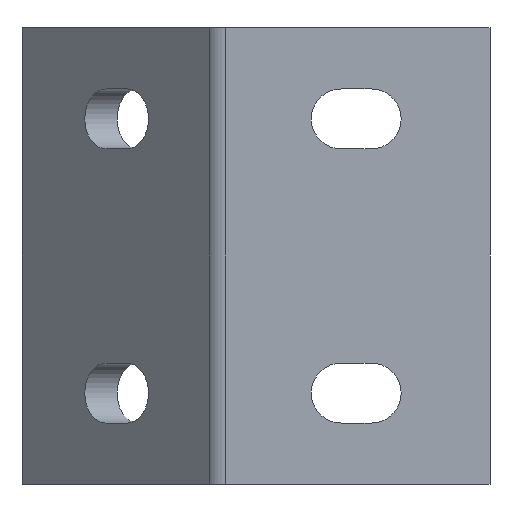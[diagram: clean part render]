
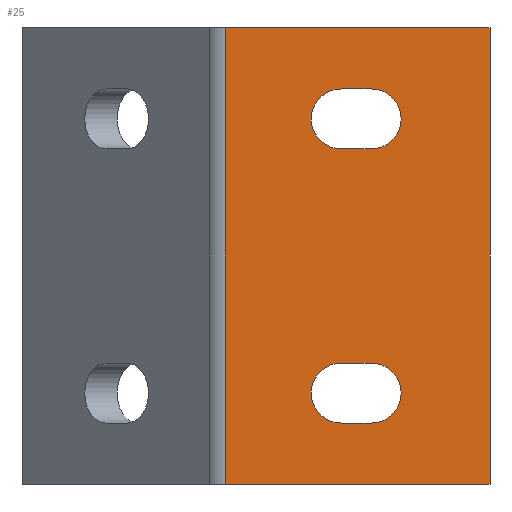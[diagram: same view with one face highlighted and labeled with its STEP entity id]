
A CAD part, front view. The second image highlights one B-rep face of the part: STEP entity #25.
In plain terms, the highlighted planar face has unit normal (0, -1, 0).
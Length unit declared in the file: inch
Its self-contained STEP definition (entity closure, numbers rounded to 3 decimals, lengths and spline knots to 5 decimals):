
#7 = VERTEX_POINT ( 'NONE', #315 ) ;
#9 = ORIENTED_EDGE ( 'NONE', *, *, #269, .T. ) ;
#21 = EDGE_CURVE ( 'NONE', #7, #112, #377, .T. ) ;
#22 = ORIENTED_EDGE ( 'NONE', *, *, #248, .T. ) ;
#25 = ADVANCED_FACE ( 'NONE', ( #435, #436, #437 ), #438, .F. ) ;
#26 = VERTEX_POINT ( 'NONE', #443 ) ;
#33 = ORIENTED_EDGE ( 'NONE', *, *, #169, .F. ) ;
#47 = VERTEX_POINT ( 'NONE', #562 ) ;
#65 = EDGE_CURVE ( 'NONE', #47, #26, #684, .T. ) ;
#81 = EDGE_CURVE ( 'NONE', #185, #805, #774, .T. ) ;
#91 = EDGE_LOOP ( 'NONE', ( #9, #148, #138, #22 ) ) ;
#96 = EDGE_LOOP ( 'NONE', ( #221, #220, #250, #33 ) ) ;
#112 = VERTEX_POINT ( 'NONE', #330 ) ;
#117 = EDGE_LOOP ( 'NONE', ( #786, #230, #280, #197 ) ) ;
#124 = VERTEX_POINT ( 'NONE', #398 ) ;
#125 = EDGE_CURVE ( 'NONE', #124, #202, #404, .T. ) ;
#138 = ORIENTED_EDGE ( 'NONE', *, *, #125, .F. ) ;
#142 = VERTEX_POINT ( 'NONE', #467 ) ;
#143 = EDGE_CURVE ( 'NONE', #112, #47, #468, .T. ) ;
#148 = ORIENTED_EDGE ( 'NONE', *, *, #1001, .F. ) ;
#169 = EDGE_CURVE ( 'NONE', #805, #375, #584, .T. ) ;
#185 = VERTEX_POINT ( 'NONE', #645 ) ;
#194 = EDGE_CURVE ( 'NONE', #26, #7, #669, .T. ) ;
#197 = ORIENTED_EDGE ( 'NONE', *, *, #194, .F. ) ;
#202 = VERTEX_POINT ( 'NONE', #697 ) ;
#220 = ORIENTED_EDGE ( 'NONE', *, *, #279, .F. ) ;
#221 = ORIENTED_EDGE ( 'NONE', *, *, #81, .F. ) ;
#230 = ORIENTED_EDGE ( 'NONE', *, *, #143, .F. ) ;
#248 = EDGE_CURVE ( 'NONE', #124, #272, #821, .T. ) ;
#250 = ORIENTED_EDGE ( 'NONE', *, *, #462, .F. ) ;
#260 = VERTEX_POINT ( 'NONE', #307 ) ;
#269 = EDGE_CURVE ( 'NONE', #272, #260, #322, .T. ) ;
#272 = VERTEX_POINT ( 'NONE', #331 ) ;
#279 = EDGE_CURVE ( 'NONE', #142, #185, #399, .T. ) ;
#280 = ORIENTED_EDGE ( 'NONE', *, *, #21, .F. ) ;
#307 = CARTESIAN_POINT ( 'NONE',  ( 1.5, 0., 0. ) ) ;
#315 = CARTESIAN_POINT ( 'NONE',  ( 0.85, 0., 2.164 ) ) ;
#322 = LINE ( 'NONE', #323, #324 ) ;
#323 = CARTESIAN_POINT ( 'NONE',  ( 0.05178, 0., 0. ) ) ;
#324 = VECTOR ( 'NONE', #325, 39.37008 ) ;
#325 = DIRECTION ( 'NONE',  ( 1., 0., 0. ) ) ;
#330 = CARTESIAN_POINT ( 'NONE',  ( 0.686, 0., 2.164 ) ) ;
#331 = CARTESIAN_POINT ( 'NONE',  ( 0.05178, 0., 0. ) ) ;
#375 = VERTEX_POINT ( 'NONE', #578 ) ;
#377 = LINE ( 'NONE', #378, #379 ) ;
#378 = CARTESIAN_POINT ( 'NONE',  ( 0.85, 0., 2.164 ) ) ;
#379 = VECTOR ( 'NONE', #380, 39.37008 ) ;
#380 = DIRECTION ( 'NONE',  ( -1., 0., 0. ) ) ;
#398 = CARTESIAN_POINT ( 'NONE',  ( 0.05178, 0., 2.5 ) ) ;
#399 = CIRCLE ( 'NONE', #400, 0.164 ) ;
#400 = AXIS2_PLACEMENT_3D ( 'NONE', #401, #402, #403 ) ;
#401 = CARTESIAN_POINT ( 'NONE',  ( 0.85, 0., 0.5 ) ) ;
#402 = DIRECTION ( 'NONE',  ( 0., -1., 0. ) ) ;
#403 = DIRECTION ( 'NONE',  ( 0., 0., -1. ) ) ;
#404 = LINE ( 'NONE', #405, #406 ) ;
#405 = CARTESIAN_POINT ( 'NONE',  ( 0.05178, 0., 2.5 ) ) ;
#406 = VECTOR ( 'NONE', #407, 39.37008 ) ;
#407 = DIRECTION ( 'NONE',  ( 1., 0., 0. ) ) ;
#435 = FACE_BOUND ( 'NONE', #96, .T. ) ;
#436 = FACE_BOUND ( 'NONE', #117, .T. ) ;
#437 = FACE_OUTER_BOUND ( 'NONE', #91, .T. ) ;
#438 = PLANE ( 'NONE',  #439 ) ;
#439 = AXIS2_PLACEMENT_3D ( 'NONE', #440, #441, #442 ) ;
#440 = CARTESIAN_POINT ( 'NONE',  ( 0.05178, 0., 2.5 ) ) ;
#441 = DIRECTION ( 'NONE',  ( 0., 1., 0. ) ) ;
#442 = DIRECTION ( 'NONE',  ( 0., 0., 1. ) ) ;
#443 = CARTESIAN_POINT ( 'NONE',  ( 0.85, 0., 1.836 ) ) ;
#462 = EDGE_CURVE ( 'NONE', #375, #142, #641, .T. ) ;
#467 = CARTESIAN_POINT ( 'NONE',  ( 0.85, 0., 0.336 ) ) ;
#468 = CIRCLE ( 'NONE', #469, 0.164 ) ;
#469 = AXIS2_PLACEMENT_3D ( 'NONE', #470, #471, #472 ) ;
#470 = CARTESIAN_POINT ( 'NONE',  ( 0.686, 0., 2. ) ) ;
#471 = DIRECTION ( 'NONE',  ( 0., -1., 0. ) ) ;
#472 = DIRECTION ( 'NONE',  ( 0., 0., -1. ) ) ;
#562 = CARTESIAN_POINT ( 'NONE',  ( 0.686, 0., 1.836 ) ) ;
#578 = CARTESIAN_POINT ( 'NONE',  ( 0.686, 0., 0.336 ) ) ;
#584 = CIRCLE ( 'NONE', #585, 0.164 ) ;
#585 = AXIS2_PLACEMENT_3D ( 'NONE', #586, #587, #588 ) ;
#586 = CARTESIAN_POINT ( 'NONE',  ( 0.686, 0., 0.5 ) ) ;
#587 = DIRECTION ( 'NONE',  ( 0., -1., 0. ) ) ;
#588 = DIRECTION ( 'NONE',  ( 0., 0., -1. ) ) ;
#641 = LINE ( 'NONE', #642, #643 ) ;
#642 = CARTESIAN_POINT ( 'NONE',  ( 0.85, 0., 0.336 ) ) ;
#643 = VECTOR ( 'NONE', #644, 39.37008 ) ;
#644 = DIRECTION ( 'NONE',  ( 1., 0., 0. ) ) ;
#645 = CARTESIAN_POINT ( 'NONE',  ( 0.85, 0., 0.664 ) ) ;
#669 = CIRCLE ( 'NONE', #670, 0.164 ) ;
#670 = AXIS2_PLACEMENT_3D ( 'NONE', #671, #672, #673 ) ;
#671 = CARTESIAN_POINT ( 'NONE',  ( 0.85, 0., 2. ) ) ;
#672 = DIRECTION ( 'NONE',  ( 0., -1., 0. ) ) ;
#673 = DIRECTION ( 'NONE',  ( 0., 0., -1. ) ) ;
#684 = LINE ( 'NONE', #685, #686 ) ;
#685 = CARTESIAN_POINT ( 'NONE',  ( 0.85, 0., 1.836 ) ) ;
#686 = VECTOR ( 'NONE', #687, 39.37008 ) ;
#687 = DIRECTION ( 'NONE',  ( 1., 0., 0. ) ) ;
#697 = CARTESIAN_POINT ( 'NONE',  ( 1.5, 0., 2.5 ) ) ;
#774 = LINE ( 'NONE', #775, #776 ) ;
#775 = CARTESIAN_POINT ( 'NONE',  ( 0.85, 0., 0.664 ) ) ;
#776 = VECTOR ( 'NONE', #777, 39.37008 ) ;
#777 = DIRECTION ( 'NONE',  ( -1., 0., 0. ) ) ;
#786 = ORIENTED_EDGE ( 'NONE', *, *, #65, .F. ) ;
#790 = CARTESIAN_POINT ( 'NONE',  ( 0.686, 0., 0.664 ) ) ;
#805 = VERTEX_POINT ( 'NONE', #790 ) ;
#821 = LINE ( 'NONE', #822, #823 ) ;
#822 = CARTESIAN_POINT ( 'NONE',  ( 0.05178, 0., 2.5 ) ) ;
#823 = VECTOR ( 'NONE', #824, 39.37008 ) ;
#824 = DIRECTION ( 'NONE',  ( 0., 0., -1. ) ) ;
#881 = LINE ( 'NONE', #882, #883 ) ;
#882 = CARTESIAN_POINT ( 'NONE',  ( 1.5, 0., 2.5 ) ) ;
#883 = VECTOR ( 'NONE', #884, 39.37008 ) ;
#884 = DIRECTION ( 'NONE',  ( 0., 0., -1. ) ) ;
#1001 = EDGE_CURVE ( 'NONE', #202, #260, #881, .T. ) ;
